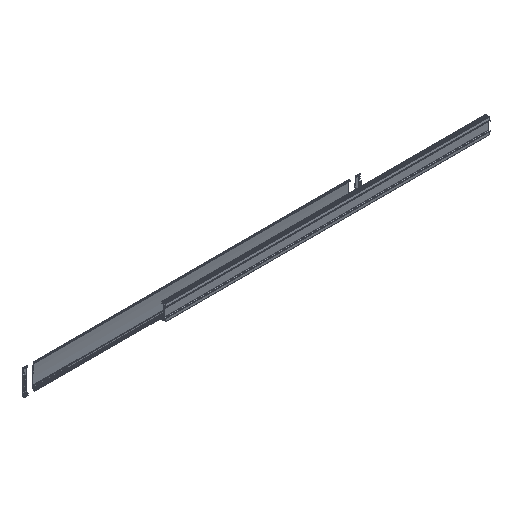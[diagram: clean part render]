
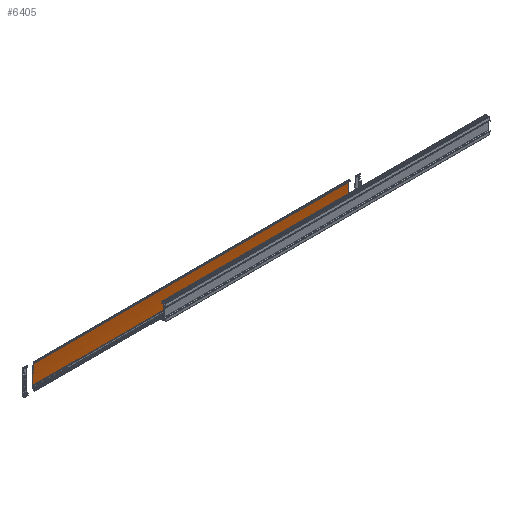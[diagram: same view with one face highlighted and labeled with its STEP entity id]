
A CAD part, isometric view. The second image highlights one B-rep face of the part: STEP entity #6405.
In plain terms, the highlighted cylindrical face has radius 547.429 mm (diameter 1094.86 mm), a partial arc.
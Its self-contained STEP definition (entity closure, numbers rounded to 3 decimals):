
#179 = EDGE_CURVE ( 'NONE', #16794, #5702, #6421, .T. ) ;
#263 = CIRCLE ( 'NONE', #19085, 547.429 ) ;
#297 = FACE_OUTER_BOUND ( 'NONE', #4737, .T. ) ;
#749 = CYLINDRICAL_SURFACE ( 'NONE', #13116, 547.429 ) ;
#1268 = DIRECTION ( 'NONE',  ( 1., 0., 0. ) ) ;
#1450 = CARTESIAN_POINT ( 'NONE',  ( -189., -530.38, -7.303 ) ) ;
#1846 = VERTEX_POINT ( 'NONE', #15781 ) ;
#2511 = DIRECTION ( 'NONE',  ( -1., 0., 0. ) ) ;
#3388 = CARTESIAN_POINT ( 'NONE',  ( -189., 16.346, 20.427 ) ) ;
#3992 = DIRECTION ( 'NONE',  ( 0., 0., -1. ) ) ;
#4737 = EDGE_LOOP ( 'NONE', ( #5730, #9146, #5539, #5516 ) ) ;
#4939 = DIRECTION ( 'NONE',  ( 0., 0., -1. ) ) ;
#5161 = AXIS2_PLACEMENT_3D ( 'NONE', #7061, #2511, #3992 ) ;
#5516 = ORIENTED_EDGE ( 'NONE', *, *, #13227, .T. ) ;
#5539 = ORIENTED_EDGE ( 'NONE', *, *, #179, .F. ) ;
#5702 = VERTEX_POINT ( 'NONE', #18417 ) ;
#5730 = ORIENTED_EDGE ( 'NONE', *, *, #12134, .T. ) ;
#5811 = LINE ( 'NONE', #6900, #18639 ) ;
#6405 = ADVANCED_FACE ( 'NONE', ( #297 ), #749, .F. ) ;
#6421 = LINE ( 'NONE', #3388, #17826 ) ;
#6900 = CARTESIAN_POINT ( 'NONE',  ( -189., 17.038, -10.835 ) ) ;
#7061 = CARTESIAN_POINT ( 'NONE',  ( -189., -530.38, -7.303 ) ) ;
#8910 = EDGE_CURVE ( 'NONE', #5702, #1846, #263, .T. ) ;
#9146 = ORIENTED_EDGE ( 'NONE', *, *, #8910, .F. ) ;
#10807 = DIRECTION ( 'NONE',  ( 1., 0., 0. ) ) ;
#11137 = DIRECTION ( 'NONE',  ( -1., 0., 0. ) ) ;
#11682 = CARTESIAN_POINT ( 'NONE',  ( -189., 16.346, 20.427 ) ) ;
#12134 = EDGE_CURVE ( 'NONE', #18152, #1846, #5811, .T. ) ;
#13116 = AXIS2_PLACEMENT_3D ( 'NONE', #1450, #1268, #14687 ) ;
#13227 = EDGE_CURVE ( 'NONE', #16794, #18152, #16382, .T. ) ;
#14687 = DIRECTION ( 'NONE',  ( 0., 0., -1. ) ) ;
#15781 = CARTESIAN_POINT ( 'NONE',  ( 300., 17.038, -10.835 ) ) ;
#15973 = CARTESIAN_POINT ( 'NONE',  ( -189., 17.038, -10.835 ) ) ;
#16382 = CIRCLE ( 'NONE', #5161, 547.429 ) ;
#16794 = VERTEX_POINT ( 'NONE', #11682 ) ;
#17182 = DIRECTION ( 'NONE',  ( 1., 0., 0. ) ) ;
#17826 = VECTOR ( 'NONE', #10807, 1000. ) ;
#18152 = VERTEX_POINT ( 'NONE', #15973 ) ;
#18417 = CARTESIAN_POINT ( 'NONE',  ( 300., 16.346, 20.427 ) ) ;
#18466 = CARTESIAN_POINT ( 'NONE',  ( 300., -530.38, -7.303 ) ) ;
#18639 = VECTOR ( 'NONE', #17182, 1000. ) ;
#19085 = AXIS2_PLACEMENT_3D ( 'NONE', #18466, #11137, #4939 ) ;
